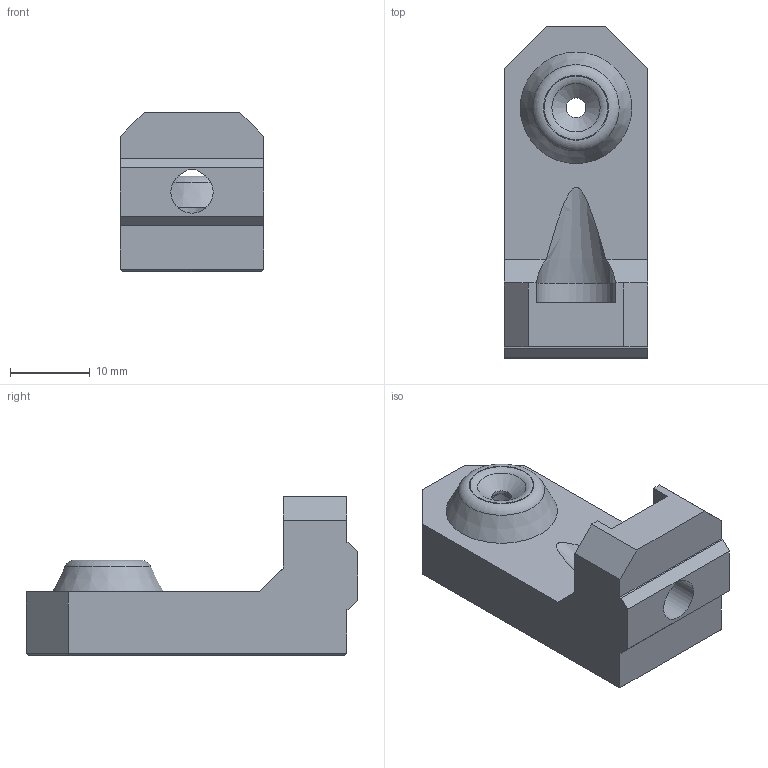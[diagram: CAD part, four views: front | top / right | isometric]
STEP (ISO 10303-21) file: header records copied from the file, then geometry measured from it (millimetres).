
FILE_DESCRIPTION(/* description */ (''),/* implementation_level */ '2;1');
FILE_NAME(/* name */ 'vslot_mount_pc4-m10_angled.step',/* time_stamp */ '2018-09-21T17:48:47+02:00',/* author */ ('gregsaun'),/* organization */ (''),/* preprocessor_version */ 'ST-DEVELOPER v17.2',/* originating_system */ 'Autodesk Translation Framework v7.6.0.251',/* authorisation */ '');
FILE_SCHEMA (('AUTOMOTIVE_DESIGN { 1 0 10303 214 3 1 1 }'));
Length unit declared in the file: millimetre
Products named in the file (1): vslot_mount_pc4-m10_angled
Bounding box: 18 x 41.67 x 20 mm (x, y, z)
Volume: 6733.6 mm3; surface area: 3504.6 mm2
Topology: 1 solids, 3 shells, 100 faces, 255 edges, 162 vertices
Faces by surface type: plane 73, cylinder 18, cone 5, bspline 2, torus 2
Full cylindrical faces by diameter (mm): 2.5 x1, 4.4 x1, 9.036 x5, 10.147 x6
Entity records: 4818 total; most frequent: CARTESIAN_POINT 2395, ORIENTED_EDGE 512, DIRECTION 463, EDGE_CURVE 256, LINE 183, VECTOR 183, VERTEX_POINT 163, AXIS2_PLACEMENT_3D 140
